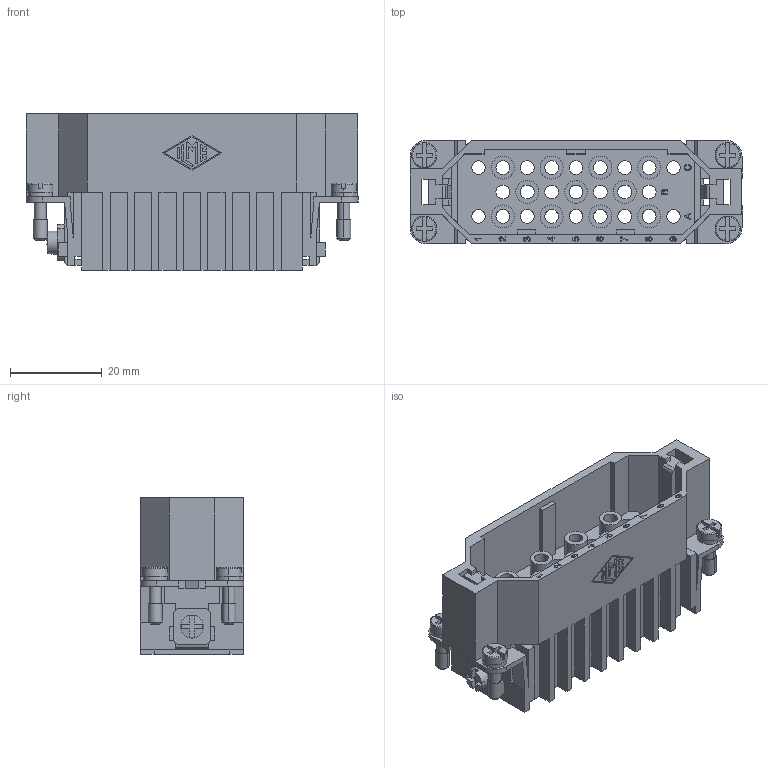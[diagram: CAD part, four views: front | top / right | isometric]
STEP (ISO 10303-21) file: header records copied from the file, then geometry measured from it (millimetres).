
FILE_DESCRIPTION(('CoCreate Modeling STEP Export'),'2;1');
FILE_NAME('CDM 25.stp','2011-06-06T11:23:58',(''),(''),'CoCreate Modeling STEP processor for AP214 (Solid Model)','CoCreate Modeling 16.00A 16-Aug-2008 (C) Parametric Technology GmbH','');
FILE_SCHEMA(('AUTOMOTIVE_DESIGN { 1 0 10303 214 1 1 1 1 }'));
Length unit declared in the file: millimetre
Products named in the file (2): CDM_25
Assembly tree (1 placements, depth 2):
  CDM_25
    CDM_25
Bounding box: 72.2 x 22.5 x 34.01 mm (x, y, z)
Volume: 21851.2 mm3; surface area: 21055.8 mm2
Topology: 1 solids, 1 shells, 1167 faces, 3153 edges, 2092 vertices
Faces by surface type: plane 672, bspline 273, cylinder 196, torus 14, cone 8, sphere 4
Entity records: 37066 total; most frequent: CARTESIAN_POINT 10234, ORIENTED_EDGE 6306, DIRECTION 4230, EDGE_CURVE 3153, VECTOR 2094, LINE 2094, VERTEX_POINT 2092, EDGE_LOOP 1333
